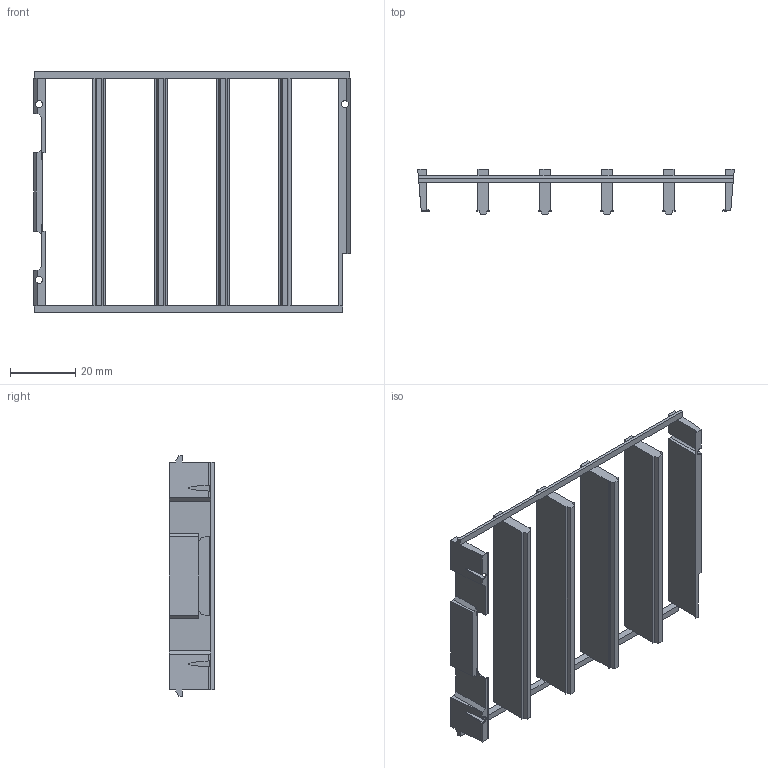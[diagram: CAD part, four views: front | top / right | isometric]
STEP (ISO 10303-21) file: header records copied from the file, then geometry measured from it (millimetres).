
FILE_DESCRIPTION(/* description */ (''),/* implementation_level */ '2;1');
FILE_NAME(/* name */ 'Brackets.stp',/* time_stamp */ '2024-05-03T20:58:07+03:00',/* author */ ('noname'),/* organization */ (''),/* preprocessor_version */ 'ST-DEVELOPER v19',/* originating_system */ 'Autodesk Inventor 2023',/* authorisation */ '');
FILE_SCHEMA (('AUTOMOTIVE_DESIGN { 1 0 10303 214 3 1 1 }'));
Length unit declared in the file: millimetre
Products named in the file (1): Brackets
Bounding box: 97.2 x 14 x 74 mm (x, y, z)
Volume: 15547.8 mm3; surface area: 15693.6 mm2
Topology: 1 solids, 1 shells, 151 faces, 455 edges, 290 vertices
Faces by surface type: plane 146, cylinder 5
Full cylindrical faces by diameter (mm): 2.2 x3
Entity records: 5046 total; most frequent: ORIENTED_EDGE 910, CARTESIAN_POINT 897, DIRECTION 781, EDGE_CURVE 455, LINE 433, VECTOR 433, VERTEX_POINT 290, AXIS2_PLACEMENT_3D 174
